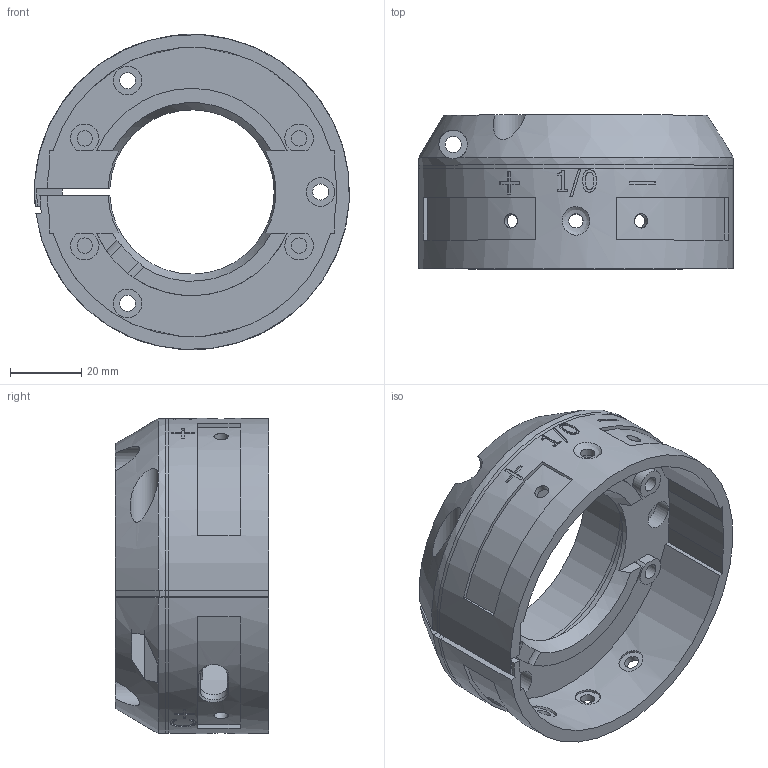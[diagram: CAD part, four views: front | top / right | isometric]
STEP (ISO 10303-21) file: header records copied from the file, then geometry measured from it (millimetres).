
FILE_DESCRIPTION(/* description */ (''),/* implementation_level */ '2;1');
FILE_NAME(/* name */ 'base.stp',/* time_stamp */ '2024-10-19T08:56:28+02:00',/* author */ ('Sebastien'),/* organization */ (''),/* preprocessor_version */ 'ST-DEVELOPER v20',/* originating_system */ 'Autodesk Inventor 2024',/* authorisation */ '');
FILE_SCHEMA (('AUTOMOTIVE_DESIGN { 1 0 10303 214 3 1 1 }'));
Length unit declared in the file: millimetre
Products named in the file (1): base
Bounding box: 88.12 x 43 x 88.2 mm (x, y, z)
Volume: 78890 mm3; surface area: 47261.3 mm2
Topology: 3 solids, 3 shells, 296 faces, 779 edges, 522 vertices
Faces by surface type: plane 149, cylinder 75, bspline 67, cone 4, torus 1
Full cylindrical faces by diameter (mm): 4 x6, 4.3 x9, 4.5 x11, 7 x6, 8 x4, 10.2 x3
Entity records: 11381 total; most frequent: CARTESIAN_POINT 4211, ORIENTED_EDGE 1558, DIRECTION 1297, EDGE_CURVE 779, VERTEX_POINT 522, AXIS2_PLACEMENT_3D 456, LINE 385, VECTOR 385
